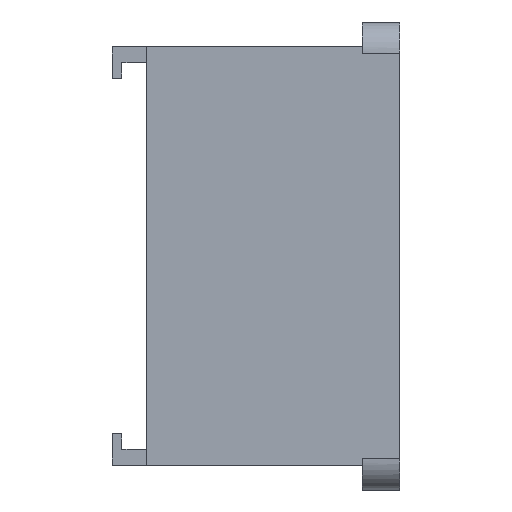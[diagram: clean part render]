
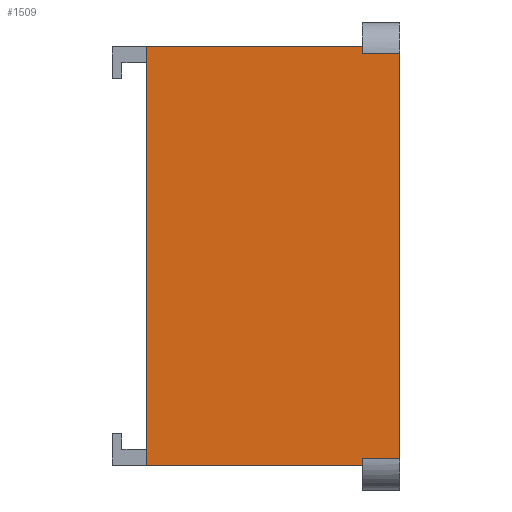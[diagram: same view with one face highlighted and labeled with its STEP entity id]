
A CAD part, left-side view. The second image highlights one B-rep face of the part: STEP entity #1509.
In plain terms, the highlighted planar face has unit normal (-1, 0, 0).
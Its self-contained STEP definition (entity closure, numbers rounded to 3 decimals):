
#6 = ORIENTED_EDGE ( 'NONE', *, *, #946, .T. ) ;
#28 = CARTESIAN_POINT ( 'NONE',  ( 0., 40.5, -4. ) ) ;
#34 = CARTESIAN_POINT ( 'NONE',  ( 0., 6., -4. ) ) ;
#65 = CARTESIAN_POINT ( 'NONE',  ( 0., 0., -70. ) ) ;
#87 = CARTESIAN_POINT ( 'NONE',  ( 0., 6., -70. ) ) ;
#106 = EDGE_CURVE ( 'NONE', #1563, #1033, #1788, .T. ) ;
#165 = LINE ( 'NONE', #1155, #1282 ) ;
#171 = ORIENTED_EDGE ( 'NONE', *, *, #1798, .F. ) ;
#229 = ORIENTED_EDGE ( 'NONE', *, *, #669, .T. ) ;
#274 = LINE ( 'NONE', #1525, #1470 ) ;
#324 = VECTOR ( 'NONE', #404, 1000. ) ;
#333 = CARTESIAN_POINT ( 'NONE',  ( 0., 0., -5. ) ) ;
#343 = VERTEX_POINT ( 'NONE', #87 ) ;
#348 = EDGE_CURVE ( 'NONE', #502, #604, #1684, .T. ) ;
#376 = AXIS2_PLACEMENT_3D ( 'NONE', #607, #1709, #878 ) ;
#404 = DIRECTION ( 'NONE',  ( 0., 0., 1. ) ) ;
#419 = LINE ( 'NONE', #1238, #492 ) ;
#492 = VECTOR ( 'NONE', #1394, 1000. ) ;
#502 = VERTEX_POINT ( 'NONE', #958 ) ;
#503 = CARTESIAN_POINT ( 'NONE',  ( 0., 46., -71. ) ) ;
#563 = LINE ( 'NONE', #1535, #1701 ) ;
#588 = DIRECTION ( 'NONE',  ( 0., 0., 1. ) ) ;
#604 = VERTEX_POINT ( 'NONE', #28 ) ;
#607 = CARTESIAN_POINT ( 'NONE',  ( 0., 6., 0. ) ) ;
#626 = FACE_OUTER_BOUND ( 'NONE', #765, .T. ) ;
#669 = EDGE_CURVE ( 'NONE', #343, #1482, #165, .T. ) ;
#715 = LINE ( 'NONE', #855, #324 ) ;
#760 = VECTOR ( 'NONE', #1795, 1000. ) ;
#765 = EDGE_LOOP ( 'NONE', ( #171, #1573, #1791, #1577, #229, #1638, #1356, #6 ) ) ;
#825 = VECTOR ( 'NONE', #1355, 1000. ) ;
#855 = CARTESIAN_POINT ( 'NONE',  ( 0., 6., -71. ) ) ;
#873 = DIRECTION ( 'NONE',  ( 0., 0., 1. ) ) ;
#878 = DIRECTION ( 'NONE',  ( 0., 0., -1. ) ) ;
#897 = VERTEX_POINT ( 'NONE', #34 ) ;
#932 = EDGE_CURVE ( 'NONE', #1482, #1563, #274, .T. ) ;
#946 = EDGE_CURVE ( 'NONE', #1033, #897, #563, .T. ) ;
#948 = VERTEX_POINT ( 'NONE', #1693 ) ;
#958 = CARTESIAN_POINT ( 'NONE',  ( 0., 40.5, -71. ) ) ;
#1033 = VERTEX_POINT ( 'NONE', #1153 ) ;
#1040 = DIRECTION ( 'NONE',  ( 0., -1., 0. ) ) ;
#1057 = LINE ( 'NONE', #503, #825 ) ;
#1135 = VECTOR ( 'NONE', #588, 1000. ) ;
#1151 = CARTESIAN_POINT ( 'NONE',  ( 0., 40.5, -68.5 ) ) ;
#1153 = CARTESIAN_POINT ( 'NONE',  ( 0., 6., -5. ) ) ;
#1155 = CARTESIAN_POINT ( 'NONE',  ( 0., 6., -70. ) ) ;
#1238 = CARTESIAN_POINT ( 'NONE',  ( 0., 46., -4. ) ) ;
#1282 = VECTOR ( 'NONE', #1040, 1000. ) ;
#1286 = EDGE_CURVE ( 'NONE', #502, #948, #1057, .T. ) ;
#1353 = EDGE_CURVE ( 'NONE', #948, #343, #715, .T. ) ;
#1355 = DIRECTION ( 'NONE',  ( 0., -1., 0. ) ) ;
#1356 = ORIENTED_EDGE ( 'NONE', *, *, #106, .T. ) ;
#1394 = DIRECTION ( 'NONE',  ( 0., -1., 0. ) ) ;
#1412 = DIRECTION ( 'NONE',  ( 0., 0., 1. ) ) ;
#1470 = VECTOR ( 'NONE', #873, 1000. ) ;
#1482 = VERTEX_POINT ( 'NONE', #65 ) ;
#1509 = ADVANCED_FACE ( 'NONE', ( #626 ), #1741, .F. ) ;
#1525 = CARTESIAN_POINT ( 'NONE',  ( 0., 0., 0. ) ) ;
#1535 = CARTESIAN_POINT ( 'NONE',  ( 0., 6., -71. ) ) ;
#1563 = VERTEX_POINT ( 'NONE', #333 ) ;
#1573 = ORIENTED_EDGE ( 'NONE', *, *, #348, .F. ) ;
#1577 = ORIENTED_EDGE ( 'NONE', *, *, #1353, .T. ) ;
#1638 = ORIENTED_EDGE ( 'NONE', *, *, #932, .T. ) ;
#1684 = LINE ( 'NONE', #1151, #1135 ) ;
#1693 = CARTESIAN_POINT ( 'NONE',  ( 0., 6., -71. ) ) ;
#1701 = VECTOR ( 'NONE', #1412, 1000. ) ;
#1709 = DIRECTION ( 'NONE',  ( 1., 0., 0. ) ) ;
#1741 = PLANE ( 'NONE',  #376 ) ;
#1778 = CARTESIAN_POINT ( 'NONE',  ( 0., 6., -5. ) ) ;
#1788 = LINE ( 'NONE', #1778, #760 ) ;
#1791 = ORIENTED_EDGE ( 'NONE', *, *, #1286, .T. ) ;
#1795 = DIRECTION ( 'NONE',  ( 0., 1., 0. ) ) ;
#1798 = EDGE_CURVE ( 'NONE', #604, #897, #419, .T. ) ;
